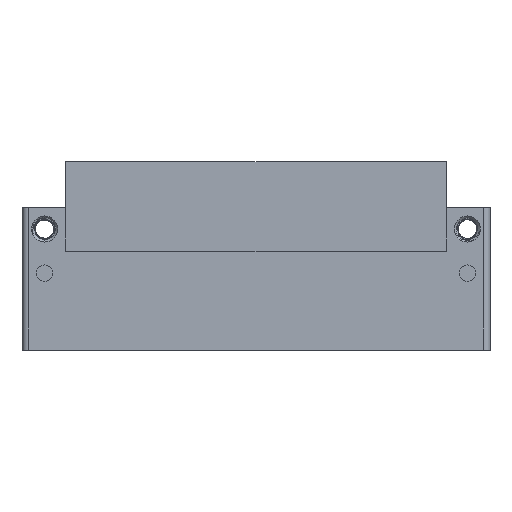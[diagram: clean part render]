
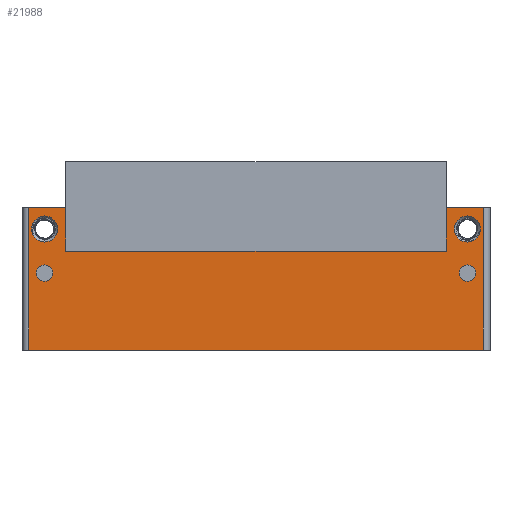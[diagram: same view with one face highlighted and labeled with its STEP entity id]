
A CAD part, top view. The second image highlights one B-rep face of the part: STEP entity #21988.
In plain terms, the highlighted planar face has unit normal (0, 0, 1).
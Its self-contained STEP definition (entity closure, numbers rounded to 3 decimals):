
#2936=DIRECTION('',(0.,-1.,0.));
#2937=VECTOR('',#2936,8.74);
#2938=CARTESIAN_POINT('',(13.94,0.,0.));
#2939=LINE('',#2938,#2937);
#2944=DIRECTION('',(1.,0.,0.));
#2945=VECTOR('',#2944,27.88);
#2946=CARTESIAN_POINT('',(-13.94,-8.74,0.));
#2947=LINE('',#2946,#2945);
#2948=DIRECTION('',(-1.,0.,0.));
#2949=VECTOR('',#2948,23.3);
#2950=CARTESIAN_POINT('',(11.65,-2.68,0.));
#2951=LINE('',#2950,#2949);
#2952=DIRECTION('',(0.,-1.,0.));
#2953=VECTOR('',#2952,2.68);
#2954=CARTESIAN_POINT('',(11.65,0.,0.));
#2955=LINE('',#2954,#2953);
#2956=CARTESIAN_POINT('',(-12.955,-4.02,0.));
#2957=DIRECTION('',(0.,0.,-1.));
#2958=DIRECTION('',(0.,1.,0.));
#2959=AXIS2_PLACEMENT_3D('',#2956,#2957,#2958);
#2961=CARTESIAN_POINT('',(-12.955,-4.02,0.));
#2962=DIRECTION('',(0.,0.,-1.));
#2963=DIRECTION('',(0.,-1.,0.));
#2964=AXIS2_PLACEMENT_3D('',#2961,#2962,#2963);
#2966=CARTESIAN_POINT('',(12.955,-4.02,0.));
#2967=DIRECTION('',(0.,0.,-1.));
#2968=DIRECTION('',(0.,1.,0.));
#2969=AXIS2_PLACEMENT_3D('',#2966,#2967,#2968);
#2971=CARTESIAN_POINT('',(12.955,-4.02,0.));
#2972=DIRECTION('',(0.,0.,-1.));
#2973=DIRECTION('',(0.,-1.,0.));
#2974=AXIS2_PLACEMENT_3D('',#2971,#2972,#2973);
#2976=CARTESIAN_POINT('',(-12.955,-1.32,0.));
#2977=DIRECTION('',(0.,0.,-1.));
#2978=DIRECTION('',(0.,1.,0.));
#2979=AXIS2_PLACEMENT_3D('',#2976,#2977,#2978);
#2981=CARTESIAN_POINT('',(-12.955,-1.32,0.));
#2982=DIRECTION('',(0.,0.,-1.));
#2983=DIRECTION('',(0.,-1.,0.));
#2984=AXIS2_PLACEMENT_3D('',#2981,#2982,#2983);
#2986=CARTESIAN_POINT('',(12.955,-1.32,0.));
#2987=DIRECTION('',(0.,0.,-1.));
#2988=DIRECTION('',(0.,1.,0.));
#2989=AXIS2_PLACEMENT_3D('',#2986,#2987,#2988);
#2991=CARTESIAN_POINT('',(12.955,-1.32,0.));
#2992=DIRECTION('',(0.,0.,-1.));
#2993=DIRECTION('',(0.,-1.,0.));
#2994=AXIS2_PLACEMENT_3D('',#2991,#2992,#2993);
#3000=DIRECTION('',(0.,1.,0.));
#3001=VECTOR('',#3000,8.74);
#3002=CARTESIAN_POINT('',(-13.94,-8.74,0.));
#3003=LINE('',#3002,#3001);
#3053=DIRECTION('',(1.,0.,0.));
#3054=VECTOR('',#3053,2.29);
#3055=CARTESIAN_POINT('',(-13.94,0.,0.));
#3056=LINE('',#3055,#3054);
#3082=DIRECTION('',(1.,0.,0.));
#3083=VECTOR('',#3082,2.29);
#3084=CARTESIAN_POINT('',(11.65,0.,0.));
#3085=LINE('',#3084,#3083);
#3144=DIRECTION('',(0.,-1.,0.));
#3145=VECTOR('',#3144,2.68);
#3146=CARTESIAN_POINT('',(-11.65,0.,0.));
#3147=LINE('',#3146,#3145);
#14904=CARTESIAN_POINT('',(-13.94,0.,0.));
#14905=CARTESIAN_POINT('',(-11.65,0.,0.));
#14906=VERTEX_POINT('',#14904);
#14907=VERTEX_POINT('',#14905);
#14922=CARTESIAN_POINT('',(12.955,-4.52,0.));
#14923=CARTESIAN_POINT('',(12.955,-3.52,0.));
#14924=VERTEX_POINT('',#14922);
#14925=VERTEX_POINT('',#14923);
#15241=CARTESIAN_POINT('',(13.94,-8.74,0.));
#15243=VERTEX_POINT('',#15241);
#15435=CARTESIAN_POINT('',(12.955,-0.52,0.));
#15437=VERTEX_POINT('',#15435);
#15608=CARTESIAN_POINT('',(11.65,-2.68,0.));
#15610=VERTEX_POINT('',#15608);
#16193=CARTESIAN_POINT('',(-12.955,-4.52,0.));
#16195=VERTEX_POINT('',#16193);
#16460=CARTESIAN_POINT('',(-13.94,-8.74,0.));
#16461=VERTEX_POINT('',#16460);
#16523=CARTESIAN_POINT('',(-12.955,-3.52,0.));
#16525=VERTEX_POINT('',#16523);
#16531=CARTESIAN_POINT('',(-11.65,-2.68,0.));
#16533=VERTEX_POINT('',#16531);
#16590=CARTESIAN_POINT('',(12.955,-2.12,0.));
#16592=VERTEX_POINT('',#16590);
#16704=CARTESIAN_POINT('',(13.94,0.,0.));
#16705=VERTEX_POINT('',#16704);
#16706=CARTESIAN_POINT('',(-12.955,-2.12,0.));
#16707=VERTEX_POINT('',#16706);
#16987=CARTESIAN_POINT('',(11.65,0.,0.));
#16988=VERTEX_POINT('',#16987);
#17130=CARTESIAN_POINT('',(-12.955,-0.52,0.));
#17131=VERTEX_POINT('',#17130);
#21943=CARTESIAN_POINT('',(14.34,-8.74,0.));
#21944=DIRECTION('',(0.,0.,-1.));
#21945=DIRECTION('',(0.,-1.,0.));
#21946=AXIS2_PLACEMENT_3D('',#21943,#21944,#21945);
#21947=PLANE('',#21946);
#21948=ORIENTED_EDGE('',*,*,#18411,.F.);
#21950=ORIENTED_EDGE('',*,*,#21949,.T.);
#21952=ORIENTED_EDGE('',*,*,#21951,.T.);
#21954=ORIENTED_EDGE('',*,*,#21953,.T.);
#21956=ORIENTED_EDGE('',*,*,#21955,.F.);
#21958=ORIENTED_EDGE('',*,*,#21957,.F.);
#21960=ORIENTED_EDGE('',*,*,#21959,.T.);
#21961=ORIENTED_EDGE('',*,*,#21935,.T.);
#21962=EDGE_LOOP('',(#21948,#21950,#21952,#21954,#21956,#21958,#21960,#21961));
#21963=FACE_OUTER_BOUND('',#21962,.F.);
#21965=ORIENTED_EDGE('',*,*,#21964,.F.);
#21967=ORIENTED_EDGE('',*,*,#21966,.F.);
#21968=EDGE_LOOP('',(#21965,#21967));
#21969=FACE_BOUND('',#21968,.F.);
#21971=ORIENTED_EDGE('',*,*,#21970,.F.);
#21973=ORIENTED_EDGE('',*,*,#21972,.F.);
#21974=EDGE_LOOP('',(#21971,#21973));
#21975=FACE_BOUND('',#21974,.F.);
#21977=ORIENTED_EDGE('',*,*,#21976,.F.);
#21979=ORIENTED_EDGE('',*,*,#21978,.F.);
#21980=EDGE_LOOP('',(#21977,#21979));
#21981=FACE_BOUND('',#21980,.F.);
#21983=ORIENTED_EDGE('',*,*,#21982,.F.);
#21985=ORIENTED_EDGE('',*,*,#21984,.F.);
#21986=EDGE_LOOP('',(#21983,#21985));
#21987=FACE_BOUND('',#21986,.F.);
#2960=CIRCLE('',#2959,0.5);
#2965=CIRCLE('',#2964,0.5);
#2970=CIRCLE('',#2969,0.5);
#2975=CIRCLE('',#2974,0.5);
#2980=CIRCLE('',#2979,0.8);
#2985=CIRCLE('',#2984,0.8);
#2990=CIRCLE('',#2989,0.8);
#2995=CIRCLE('',#2994,0.8);
#18411=EDGE_CURVE('',#16461,#15243,#2947,.T.);
#21935=EDGE_CURVE('',#16705,#15243,#2939,.T.);
#21949=EDGE_CURVE('',#16461,#14906,#3003,.T.);
#21951=EDGE_CURVE('',#14906,#14907,#3056,.T.);
#21953=EDGE_CURVE('',#14907,#16533,#3147,.T.);
#21955=EDGE_CURVE('',#15610,#16533,#2951,.T.);
#21957=EDGE_CURVE('',#16988,#15610,#2955,.T.);
#21959=EDGE_CURVE('',#16988,#16705,#3085,.T.);
#21964=EDGE_CURVE('',#16525,#16195,#2960,.T.);
#21966=EDGE_CURVE('',#16195,#16525,#2965,.T.);
#21970=EDGE_CURVE('',#14925,#14924,#2970,.T.);
#21972=EDGE_CURVE('',#14924,#14925,#2975,.T.);
#21976=EDGE_CURVE('',#17131,#16707,#2980,.T.);
#21978=EDGE_CURVE('',#16707,#17131,#2985,.T.);
#21982=EDGE_CURVE('',#15437,#16592,#2990,.T.);
#21984=EDGE_CURVE('',#16592,#15437,#2995,.T.);
#21988=ADVANCED_FACE('',(#21963,#21969,#21975,#21981,#21987),#21947,.F.);
